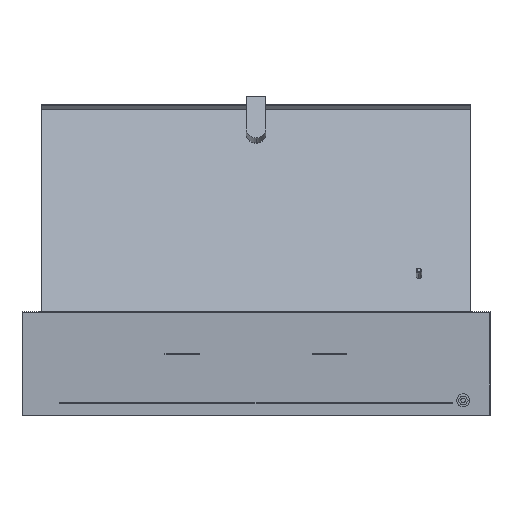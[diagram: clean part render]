
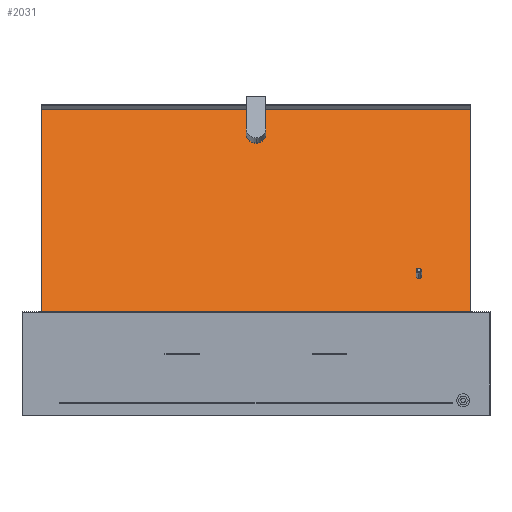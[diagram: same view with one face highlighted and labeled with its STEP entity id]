
A CAD part, left-side view. The second image highlights one B-rep face of the part: STEP entity #2031.
In plain terms, the highlighted face is planar.
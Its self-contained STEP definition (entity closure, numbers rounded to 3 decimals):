
#19 = EDGE_CURVE ( 'NONE', #3124, #6045, #2259, .T. ) ;
#344 = LINE ( 'NONE', #7240, #1487 ) ;
#781 = ORIENTED_EDGE ( 'NONE', *, *, #1685, .F. ) ;
#885 = EDGE_LOOP ( 'NONE', ( #1003, #8189 ) ) ;
#892 = CARTESIAN_POINT ( 'NONE',  ( 73., -188., -1. ) ) ;
#1003 = ORIENTED_EDGE ( 'NONE', *, *, #19, .T. ) ;
#1048 = PLANE ( 'NONE',  #5852 ) ;
#1255 = LINE ( 'NONE', #2965, #2926 ) ;
#1402 = ORIENTED_EDGE ( 'NONE', *, *, #2704, .F. ) ;
#1487 = VECTOR ( 'NONE', #5299, 1000. ) ;
#1678 = CARTESIAN_POINT ( 'NONE',  ( -132., 247., -1. ) ) ;
#1685 = EDGE_CURVE ( 'NONE', #9254, #6097, #9197, .T. ) ;
#1750 = VERTEX_POINT ( 'NONE', #4346 ) ;
#1999 = CARTESIAN_POINT ( 'NONE',  ( 132., -247., -1. ) ) ;
#2022 = AXIS2_PLACEMENT_3D ( 'NONE', #7603, #6888, #9173 ) ;
#2031 = ADVANCED_FACE ( 'NONE', ( #7774, #3536, #5201 ), #1048, .F. ) ;
#2259 = CIRCLE ( 'NONE', #7216, 11.5 ) ;
#2271 = DIRECTION ( 'NONE',  ( 0., 0., 1. ) ) ;
#2296 = CARTESIAN_POINT ( 'NONE',  ( 0., 0., -1. ) ) ;
#2574 = CARTESIAN_POINT ( 'NONE',  ( 70., -188., -1. ) ) ;
#2704 = EDGE_CURVE ( 'NONE', #5406, #1750, #8964, .T. ) ;
#2895 = CARTESIAN_POINT ( 'NONE',  ( 76., -188., -1. ) ) ;
#2910 = DIRECTION ( 'NONE',  ( 1., 0., 0. ) ) ;
#2926 = VECTOR ( 'NONE', #8625, 1000. ) ;
#2965 = CARTESIAN_POINT ( 'NONE',  ( 0., -247., -1. ) ) ;
#3124 = VERTEX_POINT ( 'NONE', #8752 ) ;
#3167 = VECTOR ( 'NONE', #5750, 1000. ) ;
#3486 = ORIENTED_EDGE ( 'NONE', *, *, #4414, .F. ) ;
#3535 = LINE ( 'NONE', #7939, #8406 ) ;
#3536 = FACE_OUTER_BOUND ( 'NONE', #8451, .T. ) ;
#3887 = CIRCLE ( 'NONE', #2022, 3. ) ;
#3957 = AXIS2_PLACEMENT_3D ( 'NONE', #892, #6139, #2910 ) ;
#4147 = EDGE_LOOP ( 'NONE', ( #9449, #781 ) ) ;
#4346 = CARTESIAN_POINT ( 'NONE',  ( 132., 247., -1. ) ) ;
#4414 = EDGE_CURVE ( 'NONE', #1750, #5348, #344, .T. ) ;
#4423 = ORIENTED_EDGE ( 'NONE', *, *, #7382, .F. ) ;
#4720 = CARTESIAN_POINT ( 'NONE',  ( -102., 0., -1. ) ) ;
#4748 = DIRECTION ( 'NONE',  ( 1., 0., 0. ) ) ;
#5201 = FACE_BOUND ( 'NONE', #4147, .T. ) ;
#5299 = DIRECTION ( 'NONE',  ( -1., 0., 0. ) ) ;
#5348 = VERTEX_POINT ( 'NONE', #1678 ) ;
#5406 = VERTEX_POINT ( 'NONE', #1999 ) ;
#5750 = DIRECTION ( 'NONE',  ( 0., 1., 0. ) ) ;
#5813 = DIRECTION ( 'NONE',  ( 1., 0., 0. ) ) ;
#5852 = AXIS2_PLACEMENT_3D ( 'NONE', #2296, #2271, #5813 ) ;
#5933 = DIRECTION ( 'NONE',  ( 0., 0., 1. ) ) ;
#6035 = EDGE_CURVE ( 'NONE', #6097, #9254, #3887, .T. ) ;
#6045 = VERTEX_POINT ( 'NONE', #7157 ) ;
#6097 = VERTEX_POINT ( 'NONE', #2895 ) ;
#6139 = DIRECTION ( 'NONE',  ( 0., 0., -1. ) ) ;
#6383 = AXIS2_PLACEMENT_3D ( 'NONE', #4720, #5933, #7887 ) ;
#6888 = DIRECTION ( 'NONE',  ( 0., 0., -1. ) ) ;
#7157 = CARTESIAN_POINT ( 'NONE',  ( -113.5, 0., -1. ) ) ;
#7216 = AXIS2_PLACEMENT_3D ( 'NONE', #7743, #8537, #4748 ) ;
#7240 = CARTESIAN_POINT ( 'NONE',  ( 0., 247., -1. ) ) ;
#7382 = EDGE_CURVE ( 'NONE', #5348, #8846, #3535, .T. ) ;
#7603 = CARTESIAN_POINT ( 'NONE',  ( 73., -188., -1. ) ) ;
#7616 = DIRECTION ( 'NONE',  ( 0., -1., 0. ) ) ;
#7739 = ORIENTED_EDGE ( 'NONE', *, *, #8393, .F. ) ;
#7743 = CARTESIAN_POINT ( 'NONE',  ( -102., 0., -1. ) ) ;
#7774 = FACE_BOUND ( 'NONE', #885, .T. ) ;
#7886 = CIRCLE ( 'NONE', #6383, 11.5 ) ;
#7887 = DIRECTION ( 'NONE',  ( 1., 0., 0. ) ) ;
#7939 = CARTESIAN_POINT ( 'NONE',  ( -132., 0., -1. ) ) ;
#8164 = CARTESIAN_POINT ( 'NONE',  ( 132., 0., -1. ) ) ;
#8189 = ORIENTED_EDGE ( 'NONE', *, *, #8892, .T. ) ;
#8393 = EDGE_CURVE ( 'NONE', #8846, #5406, #1255, .T. ) ;
#8406 = VECTOR ( 'NONE', #7616, 1000. ) ;
#8451 = EDGE_LOOP ( 'NONE', ( #4423, #3486, #1402, #7739 ) ) ;
#8537 = DIRECTION ( 'NONE',  ( 0., 0., 1. ) ) ;
#8625 = DIRECTION ( 'NONE',  ( 1., 0., 0. ) ) ;
#8752 = CARTESIAN_POINT ( 'NONE',  ( -90.5, 0., -1. ) ) ;
#8846 = VERTEX_POINT ( 'NONE', #9138 ) ;
#8892 = EDGE_CURVE ( 'NONE', #6045, #3124, #7886, .T. ) ;
#8964 = LINE ( 'NONE', #8164, #3167 ) ;
#9138 = CARTESIAN_POINT ( 'NONE',  ( -132., -247., -1. ) ) ;
#9173 = DIRECTION ( 'NONE',  ( 1., 0., 0. ) ) ;
#9197 = CIRCLE ( 'NONE', #3957, 3. ) ;
#9254 = VERTEX_POINT ( 'NONE', #2574 ) ;
#9449 = ORIENTED_EDGE ( 'NONE', *, *, #6035, .F. ) ;
